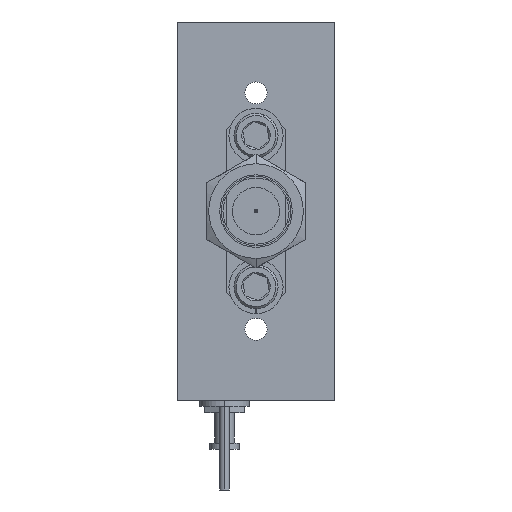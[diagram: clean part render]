
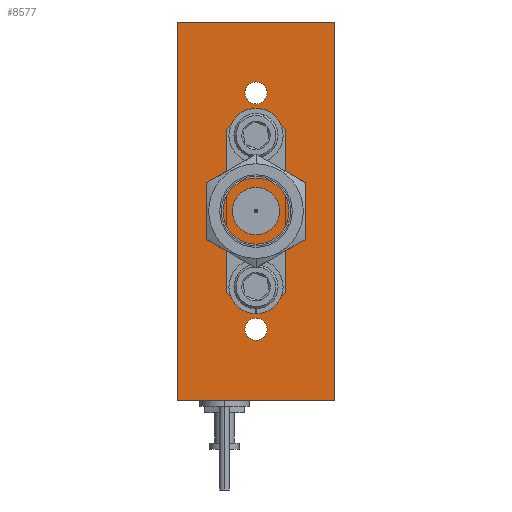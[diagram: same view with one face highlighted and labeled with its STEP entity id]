
A CAD part, left-side view. The second image highlights one B-rep face of the part: STEP entity #8577.
In plain terms, the highlighted planar face has unit normal (-1, 0, 0).
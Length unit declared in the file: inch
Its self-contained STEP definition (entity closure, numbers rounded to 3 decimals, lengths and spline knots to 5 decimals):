
#22 = CARTESIAN_POINT ( 'NONE',  ( -0.6, 0.25, 0.375 ) ) ;
#618 = AXIS2_PLACEMENT_3D ( 'NONE', #5991, #2176, #1143 ) ;
#738 = EDGE_LOOP ( 'NONE', ( #8185, #6048 ) ) ;
#770 = DIRECTION ( 'NONE',  ( 1., 0., 0. ) ) ;
#870 = AXIS2_PLACEMENT_3D ( 'NONE', #6194, #9990, #8423 ) ;
#1143 = DIRECTION ( 'NONE',  ( 0., 0., 1. ) ) ;
#1259 = AXIS2_PLACEMENT_3D ( 'NONE', #4505, #11192, #6410 ) ;
#1378 = VECTOR ( 'NONE', #9715, 39.37008 ) ;
#1407 = ORIENTED_EDGE ( 'NONE', *, *, #4378, .F. ) ;
#1462 = CARTESIAN_POINT ( 'NONE',  ( -0.6, 0.25, -0.41 ) ) ;
#1534 = EDGE_CURVE ( 'NONE', #9522, #8601, #7866, .T. ) ;
#1595 = CIRCLE ( 'NONE', #618, 0.035 ) ;
#1652 = EDGE_CURVE ( 'NONE', #8537, #10022, #10738, .T. ) ;
#1746 = CARTESIAN_POINT ( 'NONE',  ( -0.6, 0.5, 0.6 ) ) ;
#1789 = CARTESIAN_POINT ( 'NONE',  ( -0.6, 0.5, 0.6 ) ) ;
#1823 = EDGE_CURVE ( 'NONE', #7112, #8537, #6990, .T. ) ;
#1891 = AXIS2_PLACEMENT_3D ( 'NONE', #22, #9883, #2991 ) ;
#1947 = CIRCLE ( 'NONE', #1259, 0.035 ) ;
#2095 = CARTESIAN_POINT ( 'NONE',  ( -0.6, 0., 0.6 ) ) ;
#2125 = DIRECTION ( 'NONE',  ( -1., 0., 0. ) ) ;
#2176 = DIRECTION ( 'NONE',  ( -1., 0., 0. ) ) ;
#2190 = CIRCLE ( 'NONE', #5701, 0.035 ) ;
#2278 = CARTESIAN_POINT ( 'NONE',  ( -0.6, 0.25, 0.205 ) ) ;
#2578 = EDGE_CURVE ( 'NONE', #4573, #10433, #8529, .T. ) ;
#2635 = CIRCLE ( 'NONE', #1891, 0.035 ) ;
#2781 = AXIS2_PLACEMENT_3D ( 'NONE', #10303, #5426, #12142 ) ;
#2841 = EDGE_LOOP ( 'NONE', ( #3838, #7829 ) ) ;
#2991 = DIRECTION ( 'NONE',  ( 0., 0., 1. ) ) ;
#3080 = VERTEX_POINT ( 'NONE', #11383 ) ;
#3100 = CARTESIAN_POINT ( 'NONE',  ( -0.6, 0.25, -0.205 ) ) ;
#3171 = DIRECTION ( 'NONE',  ( 0., 0., 1. ) ) ;
#3249 = EDGE_CURVE ( 'NONE', #7112, #3080, #5831, .T. ) ;
#3253 = CARTESIAN_POINT ( 'NONE',  ( -0.6, 0.25, -0.24 ) ) ;
#3323 = EDGE_CURVE ( 'NONE', #10433, #4573, #2635, .T. ) ;
#3838 = ORIENTED_EDGE ( 'NONE', *, *, #2578, .F. ) ;
#4028 = CARTESIAN_POINT ( 'NONE',  ( -0.6, 0.25, 0.275 ) ) ;
#4100 = LINE ( 'NONE', #9452, #11916 ) ;
#4149 = EDGE_LOOP ( 'NONE', ( #10093, #9062, #7301, #10800 ) ) ;
#4181 = CARTESIAN_POINT ( 'NONE',  ( -0.6, 0.25, -0.24 ) ) ;
#4198 = EDGE_CURVE ( 'NONE', #10788, #10606, #10588, .T. ) ;
#4378 = EDGE_CURVE ( 'NONE', #10606, #10788, #1947, .T. ) ;
#4419 = ORIENTED_EDGE ( 'NONE', *, *, #7672, .F. ) ;
#4505 = CARTESIAN_POINT ( 'NONE',  ( -0.6, 0.25, 0.24 ) ) ;
#4573 = VERTEX_POINT ( 'NONE', #9657 ) ;
#4677 = DIRECTION ( 'NONE',  ( 0., 0., -1. ) ) ;
#4827 = EDGE_LOOP ( 'NONE', ( #7789, #4419 ) ) ;
#4864 = EDGE_LOOP ( 'NONE', ( #9729, #1407 ) ) ;
#5042 = DIRECTION ( 'NONE',  ( 0., 0., 1. ) ) ;
#5048 = DIRECTION ( 'NONE',  ( 0., 0., 1. ) ) ;
#5319 = VECTOR ( 'NONE', #12277, 39.37008 ) ;
#5426 = DIRECTION ( 'NONE',  ( -1., 0., 0. ) ) ;
#5485 = EDGE_CURVE ( 'NONE', #3080, #10022, #4100, .T. ) ;
#5701 = AXIS2_PLACEMENT_3D ( 'NONE', #4181, #2125, #3171 ) ;
#5831 = LINE ( 'NONE', #6675, #1378 ) ;
#5859 = AXIS2_PLACEMENT_3D ( 'NONE', #1789, #770, #4677 ) ;
#5975 = DIRECTION ( 'NONE',  ( -1., 0., 0. ) ) ;
#5991 = CARTESIAN_POINT ( 'NONE',  ( -0.6, 0.25, -0.375 ) ) ;
#6047 = CARTESIAN_POINT ( 'NONE',  ( -0.6, 0.25, 0.24 ) ) ;
#6048 = ORIENTED_EDGE ( 'NONE', *, *, #1534, .F. ) ;
#6139 = DIRECTION ( 'NONE',  ( -1., 0., 0. ) ) ;
#6156 = FACE_OUTER_BOUND ( 'NONE', #4149, .T. ) ;
#6194 = CARTESIAN_POINT ( 'NONE',  ( -0.6, 0.25, -0.375 ) ) ;
#6410 = DIRECTION ( 'NONE',  ( 0., 0., 1. ) ) ;
#6569 = AXIS2_PLACEMENT_3D ( 'NONE', #6047, #5975, #5042 ) ;
#6675 = CARTESIAN_POINT ( 'NONE',  ( -0.6, 0.5, -0.6 ) ) ;
#6692 = CARTESIAN_POINT ( 'NONE',  ( -0.6, 0.5, 0.6 ) ) ;
#6954 = EDGE_CURVE ( 'NONE', #8601, #9522, #1595, .T. ) ;
#6990 = LINE ( 'NONE', #9938, #11049 ) ;
#7112 = VERTEX_POINT ( 'NONE', #9258 ) ;
#7301 = ORIENTED_EDGE ( 'NONE', *, *, #1823, .F. ) ;
#7361 = EDGE_CURVE ( 'NONE', #11922, #10251, #9183, .T. ) ;
#7634 = PLANE ( 'NONE',  #5859 ) ;
#7665 = CARTESIAN_POINT ( 'NONE',  ( -0.6, 0.25, -0.34 ) ) ;
#7672 = EDGE_CURVE ( 'NONE', #10251, #11922, #2190, .T. ) ;
#7789 = ORIENTED_EDGE ( 'NONE', *, *, #7361, .F. ) ;
#7829 = ORIENTED_EDGE ( 'NONE', *, *, #3323, .F. ) ;
#7866 = CIRCLE ( 'NONE', #870, 0.035 ) ;
#8185 = ORIENTED_EDGE ( 'NONE', *, *, #6954, .F. ) ;
#8423 = DIRECTION ( 'NONE',  ( 0., 0., 1. ) ) ;
#8529 = CIRCLE ( 'NONE', #2781, 0.035 ) ;
#8537 = VERTEX_POINT ( 'NONE', #1746 ) ;
#8539 = DIRECTION ( 'NONE',  ( 0., 0., 1. ) ) ;
#8577 = ADVANCED_FACE ( 'NONE', ( #11850, #11709, #9461, #12151, #6156 ), #7634, .F. ) ;
#8601 = VERTEX_POINT ( 'NONE', #7665 ) ;
#8697 = AXIS2_PLACEMENT_3D ( 'NONE', #3253, #6139, #5048 ) ;
#8782 = CARTESIAN_POINT ( 'NONE',  ( -0.6, 0.25, 0.34 ) ) ;
#9006 = DIRECTION ( 'NONE',  ( 0., 0., 1. ) ) ;
#9062 = ORIENTED_EDGE ( 'NONE', *, *, #1652, .F. ) ;
#9183 = CIRCLE ( 'NONE', #8697, 0.035 ) ;
#9258 = CARTESIAN_POINT ( 'NONE',  ( -0.6, 0.5, -0.6 ) ) ;
#9452 = CARTESIAN_POINT ( 'NONE',  ( -0.6, 0., 0.6 ) ) ;
#9461 = FACE_BOUND ( 'NONE', #738, .T. ) ;
#9522 = VERTEX_POINT ( 'NONE', #1462 ) ;
#9657 = CARTESIAN_POINT ( 'NONE',  ( -0.6, 0.25, 0.41 ) ) ;
#9715 = DIRECTION ( 'NONE',  ( 0., -1., 0. ) ) ;
#9729 = ORIENTED_EDGE ( 'NONE', *, *, #4198, .F. ) ;
#9883 = DIRECTION ( 'NONE',  ( -1., 0., 0. ) ) ;
#9938 = CARTESIAN_POINT ( 'NONE',  ( -0.6, 0.5, 0.6 ) ) ;
#9990 = DIRECTION ( 'NONE',  ( -1., 0., 0. ) ) ;
#10022 = VERTEX_POINT ( 'NONE', #2095 ) ;
#10093 = ORIENTED_EDGE ( 'NONE', *, *, #5485, .T. ) ;
#10251 = VERTEX_POINT ( 'NONE', #12137 ) ;
#10303 = CARTESIAN_POINT ( 'NONE',  ( -0.6, 0.25, 0.375 ) ) ;
#10433 = VERTEX_POINT ( 'NONE', #8782 ) ;
#10588 = CIRCLE ( 'NONE', #6569, 0.035 ) ;
#10606 = VERTEX_POINT ( 'NONE', #2278 ) ;
#10738 = LINE ( 'NONE', #6692, #5319 ) ;
#10788 = VERTEX_POINT ( 'NONE', #4028 ) ;
#10800 = ORIENTED_EDGE ( 'NONE', *, *, #3249, .T. ) ;
#11049 = VECTOR ( 'NONE', #9006, 39.37008 ) ;
#11192 = DIRECTION ( 'NONE',  ( -1., 0., 0. ) ) ;
#11383 = CARTESIAN_POINT ( 'NONE',  ( -0.6, 0., -0.6 ) ) ;
#11709 = FACE_BOUND ( 'NONE', #4864, .T. ) ;
#11850 = FACE_BOUND ( 'NONE', #4827, .T. ) ;
#11916 = VECTOR ( 'NONE', #8539, 39.37008 ) ;
#11922 = VERTEX_POINT ( 'NONE', #3100 ) ;
#12137 = CARTESIAN_POINT ( 'NONE',  ( -0.6, 0.25, -0.275 ) ) ;
#12142 = DIRECTION ( 'NONE',  ( 0., 0., 1. ) ) ;
#12151 = FACE_BOUND ( 'NONE', #2841, .T. ) ;
#12277 = DIRECTION ( 'NONE',  ( 0., -1., 0. ) ) ;
